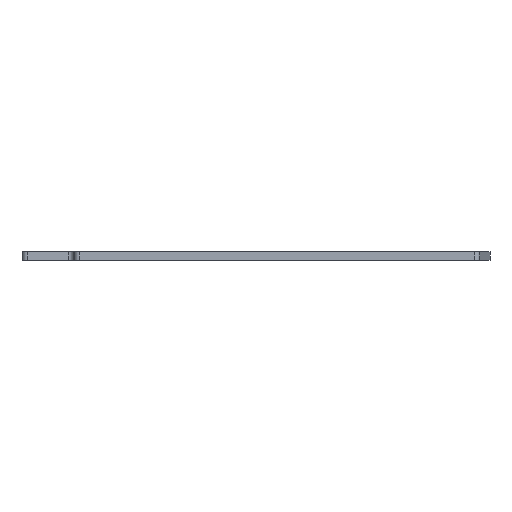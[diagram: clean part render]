
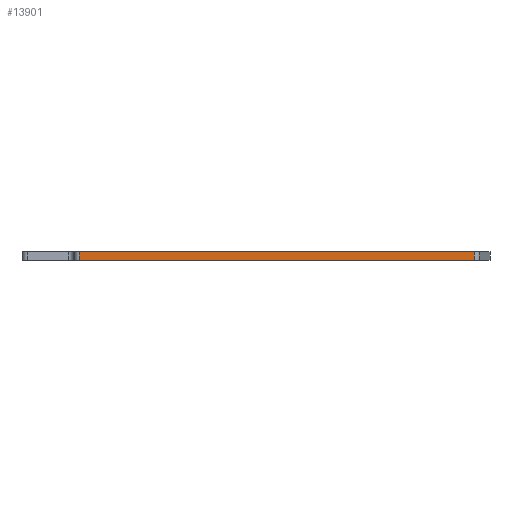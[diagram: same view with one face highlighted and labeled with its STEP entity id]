
A CAD part, left-side view. The second image highlights one B-rep face of the part: STEP entity #13901.
In plain terms, the highlighted planar face has unit normal (-1, 0, 0).
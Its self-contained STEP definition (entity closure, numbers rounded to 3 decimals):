
#83 = PLANE('',#84);
#84 = AXIS2_PLACEMENT_3D('',#85,#86,#87);
#85 = CARTESIAN_POINT('',(144.325,-44.901,1.6));
#86 = DIRECTION('',(0.,0.,1.));
#87 = DIRECTION('',(1.,0.,0.));
#137 = PLANE('',#138);
#138 = AXIS2_PLACEMENT_3D('',#139,#140,#141);
#139 = CARTESIAN_POINT('',(144.325,-44.901,0.));
#140 = DIRECTION('',(0.,0.,1.));
#141 = DIRECTION('',(1.,0.,0.));
#1578 = VERTEX_POINT('',#1579);
#1579 = CARTESIAN_POINT('',(4.8,-8.3,0.));
#1594 = CYLINDRICAL_SURFACE('',#1595,1.);
#1595 = AXIS2_PLACEMENT_3D('',#1596,#1597,#1598);
#1596 = CARTESIAN_POINT('',(5.8,-8.3,0.));
#1597 = DIRECTION('',(0.,0.,-1.));
#1598 = DIRECTION('',(1.,0.,0.));
#1606 = EDGE_CURVE('',#1578,#1607,#1609,.T.);
#1607 = VERTEX_POINT('',#1608);
#1608 = CARTESIAN_POINT('',(4.8,-84.3,0.));
#1609 = SURFACE_CURVE('',#1610,(#1614,#1621),.PCURVE_S1.);
#1610 = LINE('',#1611,#1612);
#1611 = CARTESIAN_POINT('',(4.8,-8.3,0.));
#1612 = VECTOR('',#1613,1.);
#1613 = DIRECTION('',(0.,-1.,0.));
#1614 = PCURVE('',#137,#1615);
#1615 = DEFINITIONAL_REPRESENTATION('',(#1616),#1620);
#1616 = LINE('',#1617,#1618);
#1617 = CARTESIAN_POINT('',(-139.525,36.601));
#1618 = VECTOR('',#1619,1.);
#1619 = DIRECTION('',(0.,-1.));
#1620 = ( GEOMETRIC_REPRESENTATION_CONTEXT(2) 
PARAMETRIC_REPRESENTATION_CONTEXT() REPRESENTATION_CONTEXT('2D SPACE',''
  ) );
#1621 = PCURVE('',#1622,#1627);
#1622 = PLANE('',#1623);
#1623 = AXIS2_PLACEMENT_3D('',#1624,#1625,#1626);
#1624 = CARTESIAN_POINT('',(4.8,-8.3,0.));
#1625 = DIRECTION('',(1.,0.,0.));
#1626 = DIRECTION('',(0.,-1.,0.));
#1627 = DEFINITIONAL_REPRESENTATION('',(#1628),#1632);
#1628 = LINE('',#1629,#1630);
#1629 = CARTESIAN_POINT('',(0.,0.));
#1630 = VECTOR('',#1631,1.);
#1631 = DIRECTION('',(1.,0.));
#1632 = ( GEOMETRIC_REPRESENTATION_CONTEXT(2) 
PARAMETRIC_REPRESENTATION_CONTEXT() REPRESENTATION_CONTEXT('2D SPACE',''
  ) );
#1651 = CYLINDRICAL_SURFACE('',#1652,1.);
#1652 = AXIS2_PLACEMENT_3D('',#1653,#1654,#1655);
#1653 = CARTESIAN_POINT('',(5.8,-84.3,0.));
#1654 = DIRECTION('',(0.,0.,-1.));
#1655 = DIRECTION('',(1.,0.,0.));
#8688 = VERTEX_POINT('',#8689);
#8689 = CARTESIAN_POINT('',(4.8,-8.3,1.6));
#8711 = EDGE_CURVE('',#8688,#8712,#8714,.T.);
#8712 = VERTEX_POINT('',#8713);
#8713 = CARTESIAN_POINT('',(4.8,-84.3,1.6));
#8714 = SURFACE_CURVE('',#8715,(#8719,#8726),.PCURVE_S1.);
#8715 = LINE('',#8716,#8717);
#8716 = CARTESIAN_POINT('',(4.8,-8.3,1.6));
#8717 = VECTOR('',#8718,1.);
#8718 = DIRECTION('',(0.,-1.,0.));
#8719 = PCURVE('',#83,#8720);
#8720 = DEFINITIONAL_REPRESENTATION('',(#8721),#8725);
#8721 = LINE('',#8722,#8723);
#8722 = CARTESIAN_POINT('',(-139.525,36.601));
#8723 = VECTOR('',#8724,1.);
#8724 = DIRECTION('',(0.,-1.));
#8725 = ( GEOMETRIC_REPRESENTATION_CONTEXT(2) 
PARAMETRIC_REPRESENTATION_CONTEXT() REPRESENTATION_CONTEXT('2D SPACE',''
  ) );
#8726 = PCURVE('',#1622,#8727);
#8727 = DEFINITIONAL_REPRESENTATION('',(#8728),#8732);
#8728 = LINE('',#8729,#8730);
#8729 = CARTESIAN_POINT('',(0.,-1.6));
#8730 = VECTOR('',#8731,1.);
#8731 = DIRECTION('',(1.,0.));
#8732 = ( GEOMETRIC_REPRESENTATION_CONTEXT(2) 
PARAMETRIC_REPRESENTATION_CONTEXT() REPRESENTATION_CONTEXT('2D SPACE',''
  ) );
#13851 = EDGE_CURVE('',#1607,#8712,#13852,.T.);
#13852 = SURFACE_CURVE('',#13853,(#13857,#13864),.PCURVE_S1.);
#13853 = LINE('',#13854,#13855);
#13854 = CARTESIAN_POINT('',(4.8,-84.3,0.));
#13855 = VECTOR('',#13856,1.);
#13856 = DIRECTION('',(0.,0.,1.));
#13857 = PCURVE('',#1651,#13858);
#13858 = DEFINITIONAL_REPRESENTATION('',(#13859),#13863);
#13859 = LINE('',#13860,#13861);
#13860 = CARTESIAN_POINT('',(-3.142,0.));
#13861 = VECTOR('',#13862,1.);
#13862 = DIRECTION('',(0.,-1.));
#13863 = ( GEOMETRIC_REPRESENTATION_CONTEXT(2) 
PARAMETRIC_REPRESENTATION_CONTEXT() REPRESENTATION_CONTEXT('2D SPACE',''
  ) );
#13864 = PCURVE('',#1622,#13865);
#13865 = DEFINITIONAL_REPRESENTATION('',(#13866),#13870);
#13866 = LINE('',#13867,#13868);
#13867 = CARTESIAN_POINT('',(76.,0.));
#13868 = VECTOR('',#13869,1.);
#13869 = DIRECTION('',(0.,-1.));
#13870 = ( GEOMETRIC_REPRESENTATION_CONTEXT(2) 
PARAMETRIC_REPRESENTATION_CONTEXT() REPRESENTATION_CONTEXT('2D SPACE',''
  ) );
#13901 = ADVANCED_FACE('',(#13902),#1622,.F.);
#13902 = FACE_BOUND('',#13903,.F.);
#13903 = EDGE_LOOP('',(#13904,#13925,#13926,#13927));
#13904 = ORIENTED_EDGE('',*,*,#13905,.T.);
#13905 = EDGE_CURVE('',#1578,#8688,#13906,.T.);
#13906 = SURFACE_CURVE('',#13907,(#13911,#13918),.PCURVE_S1.);
#13907 = LINE('',#13908,#13909);
#13908 = CARTESIAN_POINT('',(4.8,-8.3,0.));
#13909 = VECTOR('',#13910,1.);
#13910 = DIRECTION('',(0.,0.,1.));
#13911 = PCURVE('',#1622,#13912);
#13912 = DEFINITIONAL_REPRESENTATION('',(#13913),#13917);
#13913 = LINE('',#13914,#13915);
#13914 = CARTESIAN_POINT('',(0.,0.));
#13915 = VECTOR('',#13916,1.);
#13916 = DIRECTION('',(0.,-1.));
#13917 = ( GEOMETRIC_REPRESENTATION_CONTEXT(2) 
PARAMETRIC_REPRESENTATION_CONTEXT() REPRESENTATION_CONTEXT('2D SPACE',''
  ) );
#13918 = PCURVE('',#1594,#13919);
#13919 = DEFINITIONAL_REPRESENTATION('',(#13920),#13924);
#13920 = LINE('',#13921,#13922);
#13921 = CARTESIAN_POINT('',(-3.142,0.));
#13922 = VECTOR('',#13923,1.);
#13923 = DIRECTION('',(0.,-1.));
#13924 = ( GEOMETRIC_REPRESENTATION_CONTEXT(2) 
PARAMETRIC_REPRESENTATION_CONTEXT() REPRESENTATION_CONTEXT('2D SPACE',''
  ) );
#13925 = ORIENTED_EDGE('',*,*,#8711,.T.);
#13926 = ORIENTED_EDGE('',*,*,#13851,.F.);
#13927 = ORIENTED_EDGE('',*,*,#1606,.F.);
